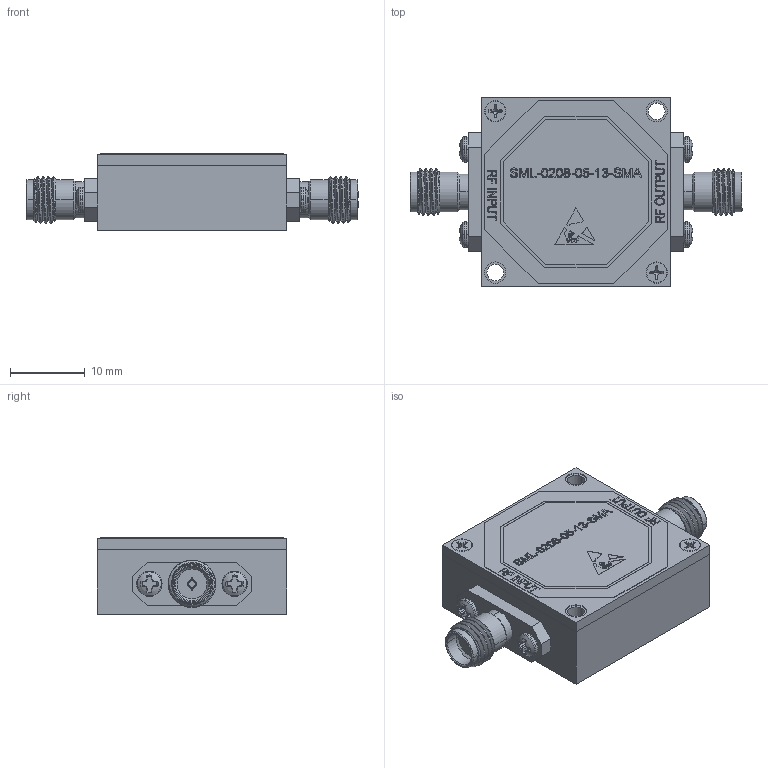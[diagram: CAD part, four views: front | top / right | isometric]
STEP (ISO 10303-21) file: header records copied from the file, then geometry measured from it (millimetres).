
FILE_DESCRIPTION (( 'STEP AP214' ), '1' );
FILE_NAME ('SML-0208-05-13-SMA_3D.step', '2023-08-25T19:22:33', ( '' ), ( '' ), 'SwSTEP 2.0', 'SolidWorks 2022', '' );
FILE_SCHEMA (( 'AUTOMOTIVE_DESIGN' ));
Length unit declared in the file: inch
Products named in the file (1): SML-0208-05-13-SMA_3D
Bounding box: 44.55 x 25.4 x 10.24 mm (x, y, z)
Volume: 7089 mm3; surface area: 3375.7 mm2
Topology: 1 solids, 9 shells, 1008 faces, 2674 edges, 1766 vertices
Faces by surface type: plane 499, cylinder 219, bspline 194, cone 76, torus 16, sphere 4
Entity records: 49157 total; most frequent: CARTESIAN_POINT 26070, ORIENTED_EDGE 5332, DIRECTION 3930, EDGE_CURVE 2666, VERTEX_POINT 1766, LINE 1468, VECTOR 1468, AXIS2_PLACEMENT_3D 1231
